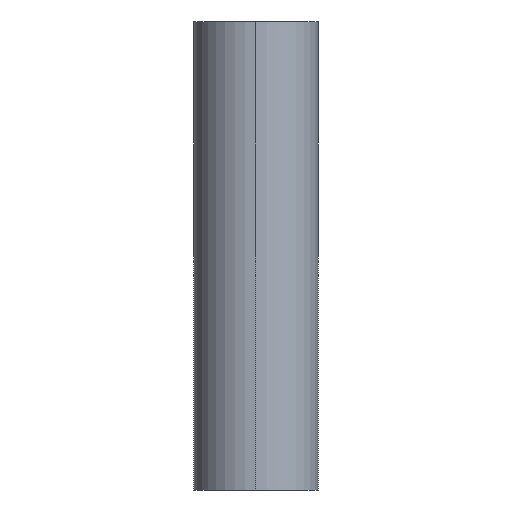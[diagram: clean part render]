
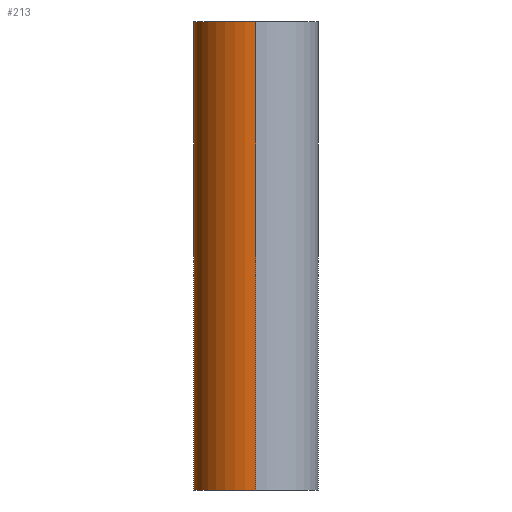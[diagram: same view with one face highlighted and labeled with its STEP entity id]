
A CAD part, left-side view. The second image highlights one B-rep face of the part: STEP entity #213.
In plain terms, the highlighted cylindrical face has radius 4 mm (diameter 8 mm), a partial arc.
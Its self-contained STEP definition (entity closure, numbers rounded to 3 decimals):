
#22 = EDGE_CURVE ( 'NONE', #542, #142, #558, .T. ) ;
#43 = EDGE_CURVE ( 'NONE', #142, #663, #58, .T. ) ;
#57 = ORIENTED_EDGE ( 'NONE', *, *, #290, .T. ) ;
#58 = LINE ( 'NONE', #603, #647 ) ;
#67 = LINE ( 'NONE', #348, #484 ) ;
#77 = CARTESIAN_POINT ( 'NONE',  ( 4., 0., 0. ) ) ;
#86 = AXIS2_PLACEMENT_3D ( 'NONE', #496, #441, #502 ) ;
#142 = VERTEX_POINT ( 'NONE', #148 ) ;
#148 = CARTESIAN_POINT ( 'NONE',  ( -4., 0., 30. ) ) ;
#186 = DIRECTION ( 'NONE',  ( 0., 0., -1. ) ) ;
#195 = ORIENTED_EDGE ( 'NONE', *, *, #43, .F. ) ;
#196 = CYLINDRICAL_SURFACE ( 'NONE', #242, 4. ) ;
#211 = CIRCLE ( 'NONE', #641, 4. ) ;
#213 = ADVANCED_FACE ( 'NONE', ( #288 ), #196, .T. ) ;
#242 = AXIS2_PLACEMENT_3D ( 'NONE', #618, #563, #562 ) ;
#288 = FACE_OUTER_BOUND ( 'NONE', #538, .T. ) ;
#290 = EDGE_CURVE ( 'NONE', #542, #553, #67, .T. ) ;
#348 = CARTESIAN_POINT ( 'NONE',  ( 4., 0., 30. ) ) ;
#361 = EDGE_CURVE ( 'NONE', #553, #663, #211, .T. ) ;
#423 = ORIENTED_EDGE ( 'NONE', *, *, #361, .T. ) ;
#424 = DIRECTION ( 'NONE',  ( 1., 0., 0. ) ) ;
#436 = CARTESIAN_POINT ( 'NONE',  ( -4., 0., 0. ) ) ;
#441 = DIRECTION ( 'NONE',  ( 0., 0., 1. ) ) ;
#484 = VECTOR ( 'NONE', #619, 1000. ) ;
#496 = CARTESIAN_POINT ( 'NONE',  ( 0., 0., 30. ) ) ;
#502 = DIRECTION ( 'NONE',  ( 1., 0., 0. ) ) ;
#525 = CARTESIAN_POINT ( 'NONE',  ( 0., 0., 0. ) ) ;
#538 = EDGE_LOOP ( 'NONE', ( #649, #57, #423, #195 ) ) ;
#542 = VERTEX_POINT ( 'NONE', #572 ) ;
#553 = VERTEX_POINT ( 'NONE', #77 ) ;
#558 = CIRCLE ( 'NONE', #86, 4. ) ;
#562 = DIRECTION ( 'NONE',  ( -1., 0., 0. ) ) ;
#563 = DIRECTION ( 'NONE',  ( 0., 0., -1. ) ) ;
#572 = CARTESIAN_POINT ( 'NONE',  ( 4., 0., 30. ) ) ;
#603 = CARTESIAN_POINT ( 'NONE',  ( -4., 0., 30. ) ) ;
#618 = CARTESIAN_POINT ( 'NONE',  ( 0., 0., 30. ) ) ;
#619 = DIRECTION ( 'NONE',  ( 0., 0., -1. ) ) ;
#637 = DIRECTION ( 'NONE',  ( 0., 0., 1. ) ) ;
#641 = AXIS2_PLACEMENT_3D ( 'NONE', #525, #637, #424 ) ;
#647 = VECTOR ( 'NONE', #186, 1000. ) ;
#649 = ORIENTED_EDGE ( 'NONE', *, *, #22, .F. ) ;
#663 = VERTEX_POINT ( 'NONE', #436 ) ;
